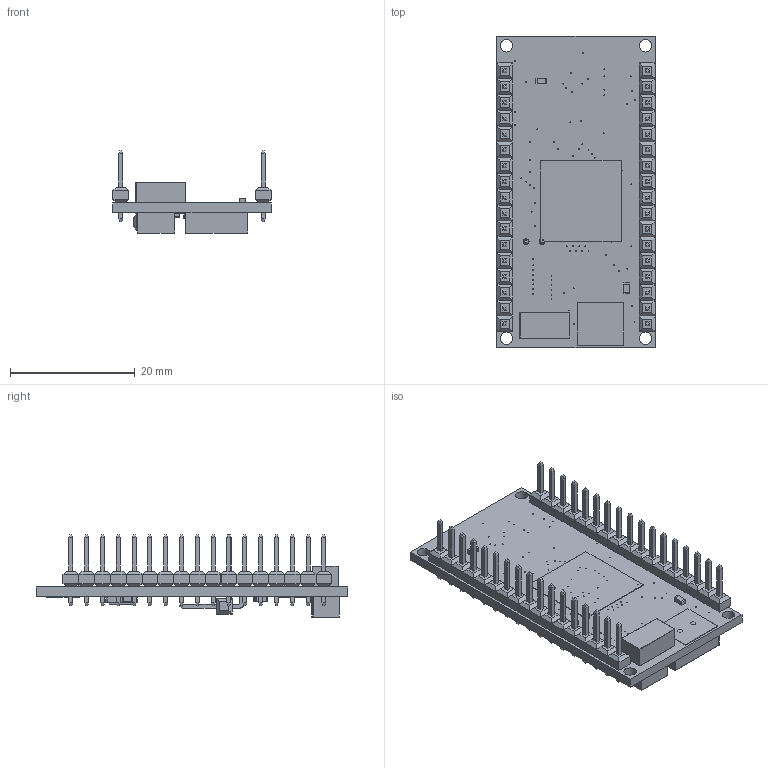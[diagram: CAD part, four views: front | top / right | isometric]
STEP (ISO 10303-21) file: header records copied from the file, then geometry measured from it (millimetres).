
FILE_DESCRIPTION(/* description */ (''),/* implementation_level */ '2;1');
FILE_NAME(/* name */ 'App_Board_V1.31 v19.step',/* time_stamp */ '2021-01-05T14:57:12-08:00',/* author */ (''),/* organization */ (''),/* preprocessor_version */ 'ST-DEVELOPER v18.1',/* originating_system */ 'Autodesk Translation Framework v9.7.1.1290',/* authorisation */ '');
FILE_SCHEMA (('AUTOMOTIVE_DESIGN { 1 0 10303 214 3 1 1 }'));
Length unit declared in the file: millimetre
Products named in the file (59): App_Board_V1.31; Board; Packages; CAPC4532X254N; CAPCP3528X120N; SOP65P490X110-8N; AYZ0202; TACTILE-SWITCH-SMD; LED-TRICOLOR-SMD; PM/PAG64; 1,6/0,9 (2); 1,6/0,9 (3); 1,6/0,9 (4); 1,6/0,9 (5); 1,6/0,9 (6); JP1; 1,6/0,9 (7); 1,6/0,9; 1,6/0,9 (8); 1,6/0,9 (9); 1,6/0,9 (10); 1,6/0,9 (11); 1,6/0,9 (12); 1,6/0,9 (13); 1,6/0,9 (14); 1,6/0,9 (16); 1,6/0,9 (17); 1,6/0,9 (18); 1,6/0,9 (19); 1,6/0,9 (20); 1,6/0,9 (21); 1,6/0,9 (22); 1,6/0,9 (23); 1,6/0,9 (24); 1,6/0,9 (15); 1,6/0,9 (25); 1,6/0,9 (26); 1,6/0,9 (27); 1,6/0,9 (28); 1,6/0,9 (29) ...
Assembly tree (64 placements, depth 3):
  App_Board_V1.31
    Board
    Packages
      CAPC4532X254N
      CAPCP3528X120N  x2
      SOP65P490X110-8N  x2
      AYZ0202
      TACTILE-SWITCH-SMD
      LED-TRICOLOR-SMD
      PM/PAG64
      C0805  x3
      R0603  x2
      1,6/0,9  x2
      1,6/0,9 (2)
      1,6/0,9 (3)
      1,6/0,9 (4)
      1,6/0,9 (5)
      1,6/0,9 (6)
      JP1
      1,6/0,9 (7)
      1,6/0,9 (8)
      1,6/0,9 (9)
      1,6/0,9 (10)
      1,6/0,9 (11)
      1,6/0,9 (12)
      1,6/0,9 (13)
      1,6/0,9 (14)
      1,6/0,9 (16)
      1,6/0,9 (17)
      1,6/0,9 (18)
      1,6/0,9 (19)
      1,6/0,9 (20)
      1,6/0,9 (21)
      1,6/0,9 (22)
      1,6/0,9 (23)
      1,6/0,9 (24)
      1,6/0,9 (15)
      1,6/0,9 (25)
      1,6/0,9 (26)
      1,6/0,9 (27)
      1,6/0,9 (28)
      1,6/0,9 (29)
      1,6/0,9 (30)
      1,6/0,9 (31)
      1,6/0,9 (32)
      1,6/0,9 (33)
      CRYSTAL-SMD-5X3
      1,6/0,9 (34)
      SM04B-SRSS-TB
      SM08B-SRSS-TB
      R0603 (1)
      R0603 (2)
      R0603 (3)
      C0805 (1)
      C0805 (2)
      R0603 (4)
      R0603 (5)
      SM06B-SRSS-TB
      1,6/0,9 (1)
Bounding box: 25.4 x 50 x 13.25 mm (x, y, z)
Volume: 2958.3 mm3; surface area: 6016.2 mm2
Topology: 51 solids, 51 shells, 1861 faces, 4012 edges, 2342 vertices
Faces by surface type: plane 1357, cylinder 368, sphere 136
Full cylindrical faces by diameter (mm): 0.152 x103, 0.3 x1, 0.914 x36, 2 x4
Entity records: 52301 total; most frequent: DIRECTION 8726, CARTESIAN_POINT 8339, ORIENTED_EDGE 8024, EDGE_CURVE 4012, LINE 3268, VECTOR 3268, AXIS2_PLACEMENT_3D 2729, VERTEX_POINT 2342
